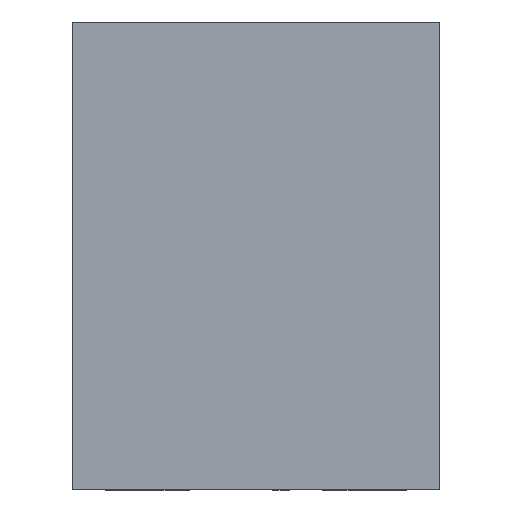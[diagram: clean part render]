
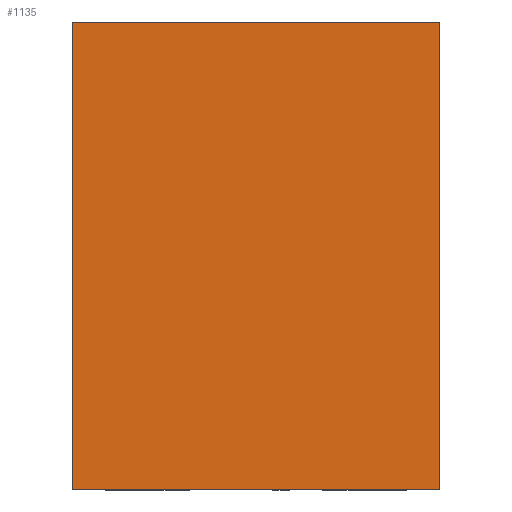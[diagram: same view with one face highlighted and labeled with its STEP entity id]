
A CAD part, top view. The second image highlights one B-rep face of the part: STEP entity #1135.
In plain terms, the highlighted planar face has unit normal (0, 0, 1).
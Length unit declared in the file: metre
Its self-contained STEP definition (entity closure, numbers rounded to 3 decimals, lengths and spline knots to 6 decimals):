
#116=ORIENTED_EDGE('',*,*,#373,.F.);
#117=ORIENTED_EDGE('',*,*,#392,.T.);
#118=ORIENTED_EDGE('',*,*,#400,.T.);
#119=ORIENTED_EDGE('',*,*,#402,.F.);
#373=EDGE_CURVE('',#528,#529,#633,.T.);
#392=EDGE_CURVE('',#528,#542,#652,.T.);
#400=EDGE_CURVE('',#542,#547,#660,.T.);
#402=EDGE_CURVE('',#529,#547,#662,.T.);
#528=VERTEX_POINT('',#1962);
#529=VERTEX_POINT('',#1964);
#542=VERTEX_POINT('',#1996);
#547=VERTEX_POINT('',#2010);
#633=LINE('',#1963,#789);
#652=LINE('',#1997,#808);
#660=LINE('',#2011,#816);
#662=LINE('',#2015,#818);
#789=VECTOR('',#1652,1.);
#808=VECTOR('',#1673,1.);
#816=VECTOR('',#1683,1.);
#818=VECTOR('',#1687,1.);
#908=EDGE_LOOP('',(#116,#117,#118,#119));
#966=FACE_BOUND('',#908,.T.);
#1022=PLANE('',#1541);
#1135=ADVANCED_FACE('',(#966),#1022,.T.);
#1541=AXIS2_PLACEMENT_3D('',#2031,#1697,#1698);
#1652=DIRECTION('',(0.,-1.,0.));
#1673=DIRECTION('',(-1.,0.,0.));
#1683=DIRECTION('',(0.,-1.,0.));
#1687=DIRECTION('',(-1.,0.,0.));
#1697=DIRECTION('',(0.,0.,1.));
#1698=DIRECTION('',(1.,0.,0.));
#1962=CARTESIAN_POINT('',(0.0055,0.007,0.0025));
#1963=CARTESIAN_POINT('',(0.0055,0.,0.0025));
#1964=CARTESIAN_POINT('',(0.0055,-0.007,0.0025));
#1996=CARTESIAN_POINT('',(-0.0055,0.007,0.0025));
#1997=CARTESIAN_POINT('',(0.,0.007,0.0025));
#2010=CARTESIAN_POINT('',(-0.0055,-0.007,0.0025));
#2011=CARTESIAN_POINT('',(-0.0055,0.,0.0025));
#2015=CARTESIAN_POINT('',(0.,-0.007,0.0025));
#2031=CARTESIAN_POINT('',(0.,0.,0.0025));
